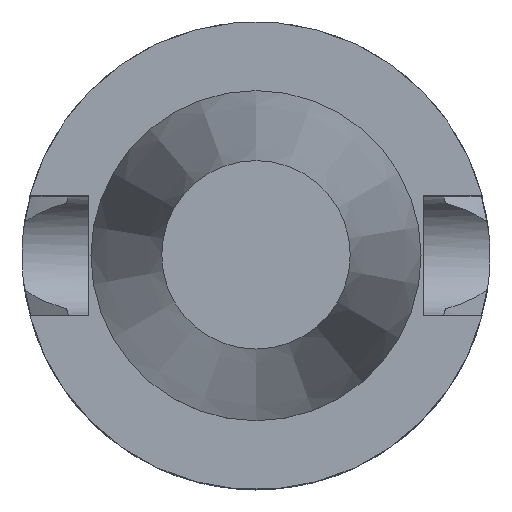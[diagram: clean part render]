
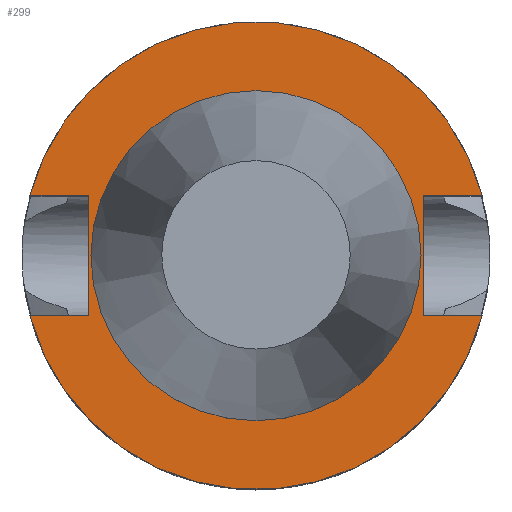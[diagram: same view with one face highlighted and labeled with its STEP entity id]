
A CAD part, top view. The second image highlights one B-rep face of the part: STEP entity #299.
In plain terms, the highlighted planar face has unit normal (0, 0, 1).
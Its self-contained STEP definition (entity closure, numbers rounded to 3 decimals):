
#125=EDGE_CURVE('240[2]',#356,#357,#358,.T.);
#144=EDGE_CURVE('240[2]',#390,#391,#392,.T.);
#172=EDGE_CURVE('240[2]',#433,#433,#434,.T.);
#184=EDGE_CURVE('240[2]',#391,#452,#453,.T.);
#237=EDGE_CURVE('240[2]',#525,#390,#526,.T.);
#241=EDGE_CURVE('240[2]',#452,#356,#531,.T.);
#243=EDGE_CURVE('240[2]',#533,#525,#534,.T.);
#245=EDGE_CURVE('240[2]',#344,#533,#536,.T.);
#299=ADVANCED_FACE('240[2]',(#604,#605),#606,.T.);
#306=EDGE_CURVE('240[2]',#357,#344,#615,.T.);
#344=VERTEX_POINT('',#646);
#356=VERTEX_POINT('',#662);
#357=VERTEX_POINT('',#663);
#358=LINE('',#664,#665);
#390=VERTEX_POINT('',#725);
#391=VERTEX_POINT('',#726);
#392=LINE('',#727,#728);
#433=VERTEX_POINT('',#855);
#434=CIRCLE('',#856,22.225);
#452=VERTEX_POINT('',#915);
#453=CIRCLE('',#916,31.5);
#525=VERTEX_POINT('',#1028);
#526=LINE('',#1029,#1030);
#531=LINE('',#1037,#1038);
#533=VERTEX_POINT('',#1041);
#534=LINE('',#1042,#1043);
#536=CIRCLE('',#1046,31.5);
#604=FACE_OUTER_BOUND('',#1253,.T.);
#605=FACE_BOUND('',#1254,.T.);
#606=PLANE('',#1255);
#615=LINE('',#1268,#1269);
#646=CARTESIAN_POINT('',(30.454,8.05,-2.0));
#662=CARTESIAN_POINT('',(22.5,-8.05,-2.0));
#663=CARTESIAN_POINT('',(22.5,8.05,-2.0));
#664=CARTESIAN_POINT('',(22.5,13.431,-2.0));
#665=VECTOR('',#1343,1.0);
#725=CARTESIAN_POINT('',(-22.5,-8.05,-2.0));
#726=CARTESIAN_POINT('',(-30.454,-8.05,-2.0));
#727=CARTESIAN_POINT('',(-11.25,-8.05,-2.0));
#728=VECTOR('',#1370,1.0);
#855=CARTESIAN_POINT('',(0.,22.225,-2.0));
#856=AXIS2_PLACEMENT_3D('',#1433,#1434,#1435);
#915=CARTESIAN_POINT('',(30.454,-8.05,-2.0));
#916=AXIS2_PLACEMENT_3D('',#1442,#1443,#1444);
#1028=CARTESIAN_POINT('',(-22.5,8.05,-2.0));
#1029=CARTESIAN_POINT('',(-22.5,13.431,-2.0));
#1030=VECTOR('',#1532,1.0);
#1037=CARTESIAN_POINT('',(11.25,-8.05,-2.0));
#1038=VECTOR('',#1536,1.0);
#1041=CARTESIAN_POINT('',(-30.454,8.05,-2.0));
#1042=CARTESIAN_POINT('',(-11.25,8.05,-2.0));
#1043=VECTOR('',#1537,1.0);
#1046=AXIS2_PLACEMENT_3D('',#1538,#1539,#1540);
#1253=EDGE_LOOP('',(#1616,#1617,#1618,#1619,#1620,#1621,#1622,#1623));
#1254=EDGE_LOOP('',(#1624));
#1255=AXIS2_PLACEMENT_3D('',#1625,#1626,#1627);
#1268=CARTESIAN_POINT('',(11.25,8.05,-2.0));
#1269=VECTOR('',#1635,1.0);
#1343=DIRECTION('',(0.,1.0,0.));
#1370=DIRECTION('',(-1.0,0.,0.));
#1433=CARTESIAN_POINT('',(0.,0.,-2.0));
#1434=DIRECTION('',(0.,0.,1.0));
#1435=DIRECTION('',(0.,1.0,0.));
#1442=CARTESIAN_POINT('',(0.,0.,-2.0));
#1443=DIRECTION('',(0.,0.,1.0));
#1444=DIRECTION('',(0.,1.0,0.));
#1532=DIRECTION('',(0.,-1.0,0.));
#1536=DIRECTION('',(-1.0,0.,0.));
#1537=DIRECTION('',(1.0,0.,0.));
#1538=CARTESIAN_POINT('',(0.,0.,-2.0));
#1539=DIRECTION('',(0.,0.,1.0));
#1540=DIRECTION('',(0.,1.0,0.));
#1616=ORIENTED_EDGE('',*,*,#144,.T.);
#1617=ORIENTED_EDGE('',*,*,#184,.T.);
#1618=ORIENTED_EDGE('',*,*,#241,.T.);
#1619=ORIENTED_EDGE('',*,*,#125,.T.);
#1620=ORIENTED_EDGE('',*,*,#306,.T.);
#1621=ORIENTED_EDGE('',*,*,#245,.T.);
#1622=ORIENTED_EDGE('',*,*,#243,.T.);
#1623=ORIENTED_EDGE('',*,*,#237,.T.);
#1624=ORIENTED_EDGE('',*,*,#172,.F.);
#1625=CARTESIAN_POINT('',(0.,26.863,-2.0));
#1626=DIRECTION('',(0.,0.,1.0));
#1627=DIRECTION('',(1.0,0.,0.0));
#1635=DIRECTION('',(1.0,0.,0.));
